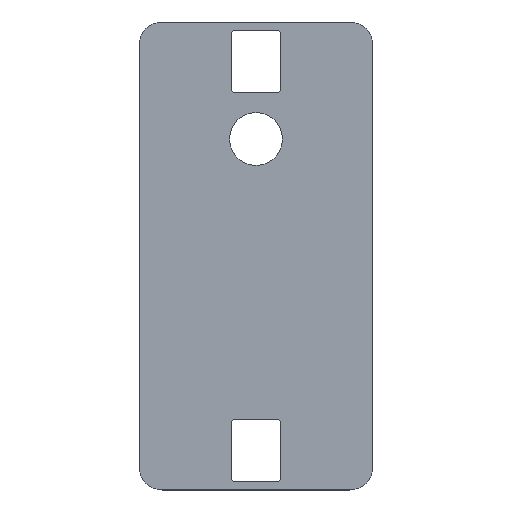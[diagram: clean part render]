
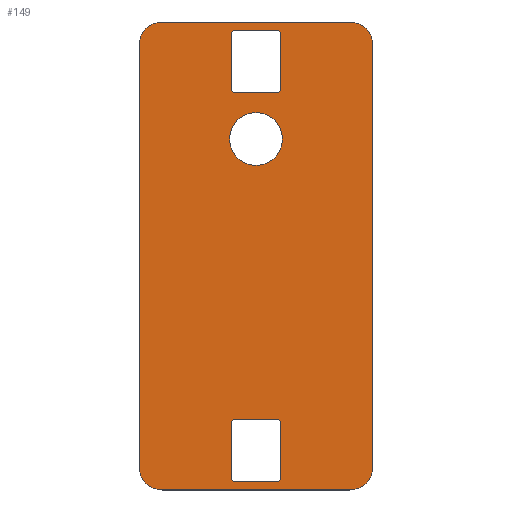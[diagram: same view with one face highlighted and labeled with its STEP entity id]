
A CAD part, top view. The second image highlights one B-rep face of the part: STEP entity #149.
In plain terms, the highlighted planar face has unit normal (0, 0, 1).
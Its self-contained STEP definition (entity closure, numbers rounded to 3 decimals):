
#149=ADVANCED_FACE('',(#188,#189,#190,#191),#192,.T.);
#188=FACE_BOUND('',#249,.T.);
#189=FACE_BOUND('',#250,.T.);
#190=FACE_BOUND('',#251,.T.);
#191=FACE_OUTER_BOUND('',#252,.T.);
#192=PLANE('',#253);
#249=EDGE_LOOP('',(#368,#369,#370,#371,#372,#373,#374,#375));
#250=EDGE_LOOP('',(#376,#377,#378,#379,#380,#381,#382,#383));
#251=EDGE_LOOP('',(#384));
#252=EDGE_LOOP('',(#385,#386,#387,#388,#389,#390,#391,#392));
#253=AXIS2_PLACEMENT_3D('',#393,#394,#395);
#368=ORIENTED_EDGE('',*,*,#564,.F.);
#369=ORIENTED_EDGE('',*,*,#565,.F.);
#370=ORIENTED_EDGE('',*,*,#566,.F.);
#371=ORIENTED_EDGE('',*,*,#567,.F.);
#372=ORIENTED_EDGE('',*,*,#568,.F.);
#373=ORIENTED_EDGE('',*,*,#569,.F.);
#374=ORIENTED_EDGE('',*,*,#570,.F.);
#375=ORIENTED_EDGE('',*,*,#571,.F.);
#376=ORIENTED_EDGE('',*,*,#572,.F.);
#377=ORIENTED_EDGE('',*,*,#573,.F.);
#378=ORIENTED_EDGE('',*,*,#574,.F.);
#379=ORIENTED_EDGE('',*,*,#575,.F.);
#380=ORIENTED_EDGE('',*,*,#576,.F.);
#381=ORIENTED_EDGE('',*,*,#524,.F.);
#382=ORIENTED_EDGE('',*,*,#521,.F.);
#383=ORIENTED_EDGE('',*,*,#528,.F.);
#384=ORIENTED_EDGE('',*,*,#577,.F.);
#385=ORIENTED_EDGE('',*,*,#535,.T.);
#386=ORIENTED_EDGE('',*,*,#578,.T.);
#387=ORIENTED_EDGE('',*,*,#539,.T.);
#388=ORIENTED_EDGE('',*,*,#579,.T.);
#389=ORIENTED_EDGE('',*,*,#543,.T.);
#390=ORIENTED_EDGE('',*,*,#580,.T.);
#391=ORIENTED_EDGE('',*,*,#531,.T.);
#392=ORIENTED_EDGE('',*,*,#581,.T.);
#393=CARTESIAN_POINT('',(0.0,0.0,0.0));
#394=DIRECTION('',(0.0,0.0,1.0));
#395=DIRECTION('',(1.0,0.0,0.0));
#521=EDGE_CURVE('',#594,#597,#598,.T.);
#524=EDGE_CURVE('',#597,#602,#603,.T.);
#528=EDGE_CURVE('',#607,#594,#610,.T.);
#531=EDGE_CURVE('',#615,#612,#616,.T.);
#535=EDGE_CURVE('',#623,#620,#624,.T.);
#539=EDGE_CURVE('',#631,#628,#632,.T.);
#543=EDGE_CURVE('',#639,#636,#640,.T.);
#564=EDGE_CURVE('',#675,#676,#677,.T.);
#565=EDGE_CURVE('',#678,#675,#679,.T.);
#566=EDGE_CURVE('',#680,#678,#681,.T.);
#567=EDGE_CURVE('',#682,#680,#683,.T.);
#568=EDGE_CURVE('',#684,#682,#685,.T.);
#569=EDGE_CURVE('',#686,#684,#687,.T.);
#570=EDGE_CURVE('',#688,#686,#689,.T.);
#571=EDGE_CURVE('',#676,#688,#690,.T.);
#572=EDGE_CURVE('',#691,#607,#692,.T.);
#573=EDGE_CURVE('',#693,#691,#694,.T.);
#574=EDGE_CURVE('',#695,#693,#696,.T.);
#575=EDGE_CURVE('',#697,#695,#698,.T.);
#576=EDGE_CURVE('',#602,#697,#699,.T.);
#577=EDGE_CURVE('',#700,#700,#701,.T.);
#578=EDGE_CURVE('',#620,#631,#702,.T.);
#579=EDGE_CURVE('',#628,#639,#703,.T.);
#580=EDGE_CURVE('',#636,#615,#704,.T.);
#581=EDGE_CURVE('',#612,#623,#705,.T.);
#594=VERTEX_POINT('',#718);
#597=VERTEX_POINT('',#722);
#598=LINE('',#723,#724);
#602=VERTEX_POINT('',#730);
#603=CIRCLE('',#731,0.5);
#607=VERTEX_POINT('',#736);
#610=CIRCLE('',#740,0.5);
#612=VERTEX_POINT('',#742);
#615=VERTEX_POINT('',#746);
#616=LINE('',#747,#748);
#620=VERTEX_POINT('',#754);
#623=VERTEX_POINT('',#758);
#624=LINE('',#759,#760);
#628=VERTEX_POINT('',#766);
#631=VERTEX_POINT('',#770);
#632=LINE('',#771,#772);
#636=VERTEX_POINT('',#778);
#639=VERTEX_POINT('',#782);
#640=LINE('',#783,#784);
#675=VERTEX_POINT('',#828);
#676=VERTEX_POINT('',#829);
#677=LINE('',#830,#831);
#678=VERTEX_POINT('',#832);
#679=CIRCLE('',#833,0.5);
#680=VERTEX_POINT('',#834);
#681=LINE('',#835,#836);
#682=VERTEX_POINT('',#837);
#683=CIRCLE('',#838,0.5);
#684=VERTEX_POINT('',#839);
#685=LINE('',#840,#841);
#686=VERTEX_POINT('',#842);
#687=CIRCLE('',#843,0.5);
#688=VERTEX_POINT('',#844);
#689=LINE('',#845,#846);
#690=CIRCLE('',#847,0.5);
#691=VERTEX_POINT('',#848);
#692=LINE('',#849,#850);
#693=VERTEX_POINT('',#851);
#694=CIRCLE('',#852,0.5);
#695=VERTEX_POINT('',#853);
#696=LINE('',#854,#855);
#697=VERTEX_POINT('',#856);
#698=CIRCLE('',#857,0.5);
#699=LINE('',#858,#859);
#700=VERTEX_POINT('',#860);
#701=CIRCLE('',#861,4.5);
#702=CIRCLE('',#862,4.0);
#703=CIRCLE('',#863,4.0);
#704=CIRCLE('',#864,4.0);
#705=CIRCLE('',#865,4.0);
#718=CARTESIAN_POINT('',(4.2,28.5,0.0));
#722=CARTESIAN_POINT('',(4.2,38.0,0.0));
#723=CARTESIAN_POINT('',(4.2,33.25,0.0));
#724=VECTOR('',#891,1.0);
#730=CARTESIAN_POINT('',(3.7,38.5,0.0));
#731=AXIS2_PLACEMENT_3D('',#894,#895,#896);
#736=CARTESIAN_POINT('',(3.7,28.0,0.0));
#740=AXIS2_PLACEMENT_3D('',#902,#903,#904);
#742=CARTESIAN_POINT('',(-20.0,-36.0,0.0));
#746=CARTESIAN_POINT('',(-20.0,36.0,0.0));
#747=CARTESIAN_POINT('',(-20.0,0.0,0.0));
#748=VECTOR('',#909,1.0);
#754=CARTESIAN_POINT('',(16.0,-40.0,0.0));
#758=CARTESIAN_POINT('',(-16.0,-40.0,0.0));
#759=CARTESIAN_POINT('',(0.0,-40.0,0.0));
#760=VECTOR('',#913,1.0);
#766=CARTESIAN_POINT('',(20.0,36.0,0.0));
#770=CARTESIAN_POINT('',(20.0,-36.0,0.0));
#771=CARTESIAN_POINT('',(20.0,0.0,0.0));
#772=VECTOR('',#917,1.0);
#778=CARTESIAN_POINT('',(-16.0,40.0,0.0));
#782=CARTESIAN_POINT('',(16.0,40.0,0.0));
#783=CARTESIAN_POINT('',(0.0,40.0,0.0));
#784=VECTOR('',#921,1.0);
#828=CARTESIAN_POINT('',(-3.7,-38.5,0.0));
#829=CARTESIAN_POINT('',(3.7,-38.5,0.0));
#830=CARTESIAN_POINT('',(0.0,-38.5,0.0));
#831=VECTOR('',#964,1.0);
#832=CARTESIAN_POINT('',(-4.2,-38.0,0.0));
#833=AXIS2_PLACEMENT_3D('',#965,#966,#967);
#834=CARTESIAN_POINT('',(-4.2,-28.5,0.0));
#835=CARTESIAN_POINT('',(-4.2,-33.25,0.0));
#836=VECTOR('',#968,1.0);
#837=CARTESIAN_POINT('',(-3.7,-28.0,0.0));
#838=AXIS2_PLACEMENT_3D('',#969,#970,#971);
#839=CARTESIAN_POINT('',(3.7,-28.0,0.0));
#840=CARTESIAN_POINT('',(0.0,-28.0,0.0));
#841=VECTOR('',#972,1.0);
#842=CARTESIAN_POINT('',(4.2,-28.5,0.0));
#843=AXIS2_PLACEMENT_3D('',#973,#974,#975);
#844=CARTESIAN_POINT('',(4.2,-38.0,0.0));
#845=CARTESIAN_POINT('',(4.2,-33.25,0.0));
#846=VECTOR('',#976,1.0);
#847=AXIS2_PLACEMENT_3D('',#977,#978,#979);
#848=CARTESIAN_POINT('',(-3.7,28.0,0.0));
#849=CARTESIAN_POINT('',(0.0,28.0,0.0));
#850=VECTOR('',#980,1.0);
#851=CARTESIAN_POINT('',(-4.2,28.5,0.0));
#852=AXIS2_PLACEMENT_3D('',#981,#982,#983);
#853=CARTESIAN_POINT('',(-4.2,38.0,0.0));
#854=CARTESIAN_POINT('',(-4.2,33.25,0.0));
#855=VECTOR('',#984,1.0);
#856=CARTESIAN_POINT('',(-3.7,38.5,0.0));
#857=AXIS2_PLACEMENT_3D('',#985,#986,#987);
#858=CARTESIAN_POINT('',(0.0,38.5,0.0));
#859=VECTOR('',#988,1.0);
#860=CARTESIAN_POINT('',(4.5,20.0,0.0));
#861=AXIS2_PLACEMENT_3D('',#989,#990,#991);
#862=AXIS2_PLACEMENT_3D('',#992,#993,#994);
#863=AXIS2_PLACEMENT_3D('',#995,#996,#997);
#864=AXIS2_PLACEMENT_3D('',#998,#999,#1000);
#865=AXIS2_PLACEMENT_3D('',#1001,#1002,#1003);
#891=DIRECTION('',(0.,1.0,0.0));
#894=CARTESIAN_POINT('',(3.7,38.0,0.0));
#895=DIRECTION('',(0.0,0.0,1.0));
#896=DIRECTION('',(1.0,0.0,0.0));
#902=CARTESIAN_POINT('',(3.7,28.5,0.0));
#903=DIRECTION('',(0.0,0.0,1.0));
#904=DIRECTION('',(1.0,0.0,0.0));
#909=DIRECTION('',(0.,-1.0,0.0));
#913=DIRECTION('',(1.0,0.0,0.0));
#917=DIRECTION('',(0.,1.0,0.0));
#921=DIRECTION('',(-1.0,0.,0.0));
#964=DIRECTION('',(1.0,0.,0.0));
#965=CARTESIAN_POINT('',(-3.7,-38.0,0.0));
#966=DIRECTION('',(0.0,0.0,1.0));
#967=DIRECTION('',(1.0,0.0,0.0));
#968=DIRECTION('',(0.,-1.0,0.0));
#969=CARTESIAN_POINT('',(-3.7,-28.5,0.0));
#970=DIRECTION('',(0.0,0.0,1.0));
#971=DIRECTION('',(1.0,0.0,0.0));
#972=DIRECTION('',(-1.0,0.0,0.0));
#973=CARTESIAN_POINT('',(3.7,-28.5,0.0));
#974=DIRECTION('',(0.0,0.0,1.0));
#975=DIRECTION('',(1.0,0.0,0.0));
#976=DIRECTION('',(0.,1.0,0.0));
#977=CARTESIAN_POINT('',(3.7,-38.0,0.0));
#978=DIRECTION('',(0.0,0.0,1.0));
#979=DIRECTION('',(1.0,0.0,0.0));
#980=DIRECTION('',(1.0,0.0,0.0));
#981=CARTESIAN_POINT('',(-3.7,28.5,0.0));
#982=DIRECTION('',(0.0,0.0,1.0));
#983=DIRECTION('',(1.0,0.0,0.0));
#984=DIRECTION('',(0.,-1.0,0.0));
#985=CARTESIAN_POINT('',(-3.7,38.0,0.0));
#986=DIRECTION('',(0.0,0.0,1.0));
#987=DIRECTION('',(1.0,0.0,0.0));
#988=DIRECTION('',(-1.0,0.,0.0));
#989=CARTESIAN_POINT('',(0.0,20.0,0.0));
#990=DIRECTION('',(0.0,0.0,1.0));
#991=DIRECTION('',(1.0,0.0,0.0));
#992=CARTESIAN_POINT('',(16.0,-36.0,0.0));
#993=DIRECTION('',(0.0,0.0,1.0));
#994=DIRECTION('',(1.0,0.0,0.0));
#995=CARTESIAN_POINT('',(16.0,36.0,0.0));
#996=DIRECTION('',(0.0,0.0,1.0));
#997=DIRECTION('',(1.0,0.0,0.0));
#998=CARTESIAN_POINT('',(-16.0,36.0,0.0));
#999=DIRECTION('',(0.0,0.0,1.0));
#1000=DIRECTION('',(1.0,0.0,0.0));
#1001=CARTESIAN_POINT('',(-16.0,-36.0,0.0));
#1002=DIRECTION('',(0.0,0.0,1.0));
#1003=DIRECTION('',(1.0,0.0,0.0));
